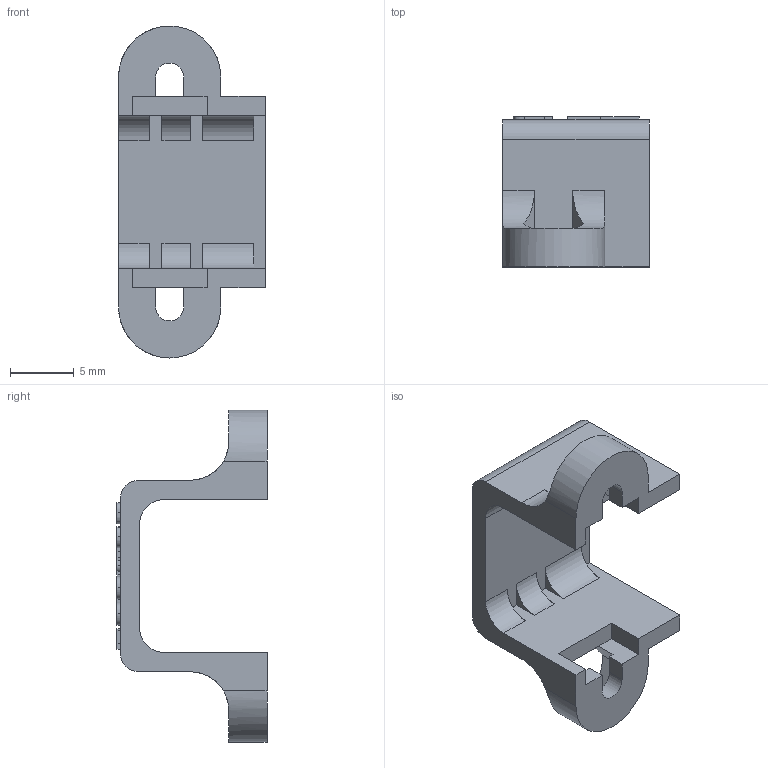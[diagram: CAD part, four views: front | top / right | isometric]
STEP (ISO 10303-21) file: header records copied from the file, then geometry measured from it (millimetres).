
FILE_DESCRIPTION (( 'STEP AP203' ), '1' );
FILE_NAME ('micro-metal-gearmotor-bracket_PAF_M2.STEP_Default_sldprt.STEP', '2020-07-28T14:57:57', ( '' ), ( '' ), 'SwSTEP 2.0', 'SolidWorks 2019', '' );
FILE_SCHEMA (( 'CONFIG_CONTROL_DESIGN' ));
Length unit declared in the file: millimetre
Products named in the file (1): micro-metal-gearmotor-bracket_PAF_M2.STEP_Default_sldprt
Bounding box: 11.5 x 11.75 x 26 mm (x, y, z)
Volume: 745.7 mm3; surface area: 1174.3 mm2
Topology: 1 solids, 1 shells, 169 faces, 473 edges, 314 vertices
Faces by surface type: plane 103, bspline 48, cylinder 18
Entity records: 7972 total; most frequent: CARTESIAN_POINT 3865, ORIENTED_EDGE 946, DIRECTION 641, EDGE_CURVE 473, LINE 333, VECTOR 333, VERTEX_POINT 314, EDGE_LOOP 181
